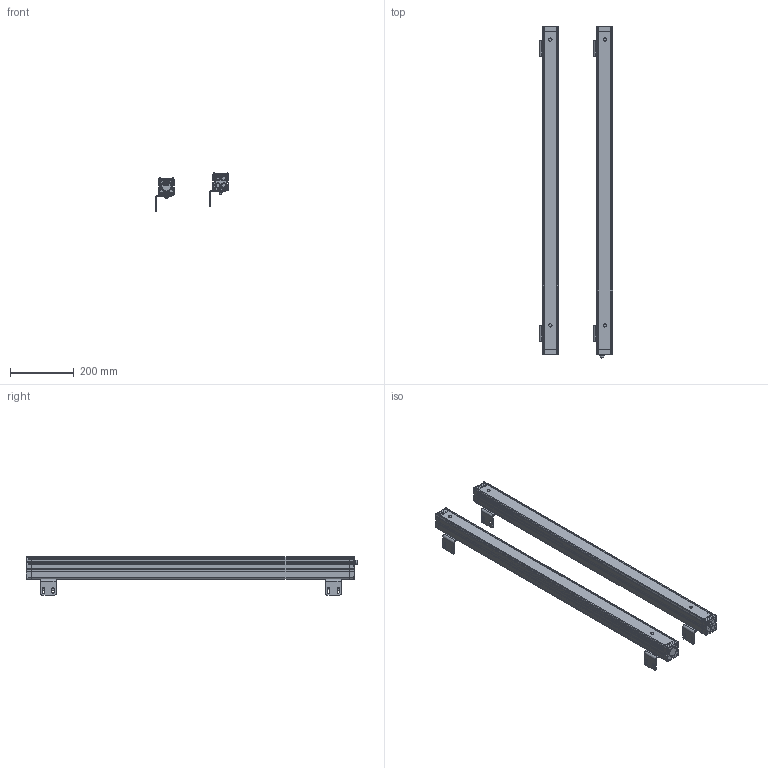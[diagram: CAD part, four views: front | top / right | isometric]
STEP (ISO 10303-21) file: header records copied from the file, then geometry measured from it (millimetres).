
FILE_DESCRIPTION (( 'STEP AP214' ), '1' );
FILE_NAME ('S-4B-TRX.STEP', '2021-01-06T16:58:25', ( '' ), ( '' ), 'SwSTEP 2.0', 'SolidWorks 2019', '' );
FILE_SCHEMA (( 'AUTOMOTIVE_DESIGN' ));
Length unit declared in the file: inch
Products named in the file (3): S-4B-TRX_1; S-4B-TRX; S-4B-TRX_2
Assembly tree (2 placements, depth 2):
  S-4B-TRX
    S-4B-TRX_1
    S-4B-TRX_2
Bounding box: 231.38 x 1045.1 x 120.22 mm (x, y, z)
Volume: 1730712.8 mm3; surface area: 1336054.2 mm2
Topology: 49 solids, 49 shells, 4107 faces, 10338 edges, 6287 vertices
Faces by surface type: plane 1848, cylinder 1533, bspline 478, cone 200, torus 48
Full cylindrical faces by diameter (mm): 2 x2, 3.5 x32, 4.5 x18, 6 x16, 6.6 x16, 7.865 x8, 9.6 x1, 10 x5, 11 x2, 12 x6, 12.705 x8, 14 x3, 15 x4, 15.5 x1
Entity records: 174175 total; most frequent: CARTESIAN_POINT 51521, DIRECTION 19834, ORIENTED_EDGE 19806, EDGE_CURVE 9903, AXIS2_PLACEMENT_3D 6903, VERTEX_POINT 6220, LINE 6028, VECTOR 6028
